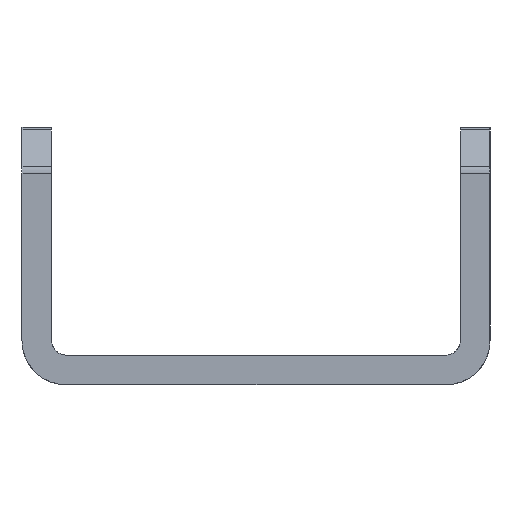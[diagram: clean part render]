
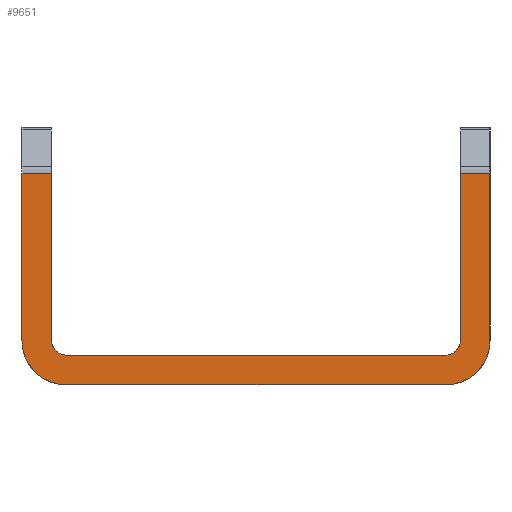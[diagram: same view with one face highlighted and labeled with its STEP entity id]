
A CAD part, front view. The second image highlights one B-rep face of the part: STEP entity #9651.
In plain terms, the highlighted planar face has unit normal (0, -1, 0).
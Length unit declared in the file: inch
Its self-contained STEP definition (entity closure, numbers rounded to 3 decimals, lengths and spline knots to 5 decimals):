
#442=CIRCLE('',#9870,0.094);
#537=CIRCLE('',#10067,0.094);
#774=CIRCLE('',#10556,0.032);
#775=CIRCLE('',#10558,0.032);
#1233=FACE_OUTER_BOUND('',#1748,.T.);
#1748=EDGE_LOOP('',(#8475,#8476,#8477,#8478,#8479,#8480,#8481,#8482,#8483,
#8484,#8485,#8486));
#1882=LINE('',#13388,#2822);
#1926=LINE('',#13556,#2866);
#2086=LINE('',#14099,#3026);
#2152=LINE('',#14337,#3092);
#2306=LINE('',#14808,#3246);
#2791=LINE('',#16875,#3731);
#2792=LINE('',#16876,#3732);
#2793=LINE('',#16877,#3733);
#2822=VECTOR('',#10624,0.3937);
#2866=VECTOR('',#10752,39.37008);
#3026=VECTOR('',#11204,0.3937);
#3092=VECTOR('',#11402,39.37008);
#3246=VECTOR('',#11834,0.3937);
#3731=VECTOR('',#13273,0.3937);
#3732=VECTOR('',#13274,0.3937);
#3733=VECTOR('',#13275,0.3937);
#3773=VERTEX_POINT('',#13385);
#3774=VERTEX_POINT('',#13387);
#3856=VERTEX_POINT('',#13554);
#3952=VERTEX_POINT('',#13952);
#3980=VERTEX_POINT('',#14096);
#3981=VERTEX_POINT('',#14098);
#4087=VERTEX_POINT('',#14336);
#4172=VERTEX_POINT('',#14690);
#4689=VERTEX_POINT('',#16863);
#4690=VERTEX_POINT('',#16864);
#4691=VERTEX_POINT('',#16869);
#4692=VERTEX_POINT('',#16870);
#4729=EDGE_CURVE('',#3773,#3774,#1882,.T.);
#4814=EDGE_CURVE('',#3856,#3773,#1926,.T.);
#5002=EDGE_CURVE('',#3774,#3952,#442,.T.);
#5035=EDGE_CURVE('',#3980,#3981,#2086,.T.);
#5154=EDGE_CURVE('',#4087,#3981,#2152,.T.);
#5321=EDGE_CURVE('',#4172,#3980,#537,.T.);
#5369=EDGE_CURVE('',#3952,#4172,#2306,.T.);
#6100=EDGE_CURVE('',#4689,#4690,#774,.T.);
#6103=EDGE_CURVE('',#4691,#4692,#775,.T.);
#6106=EDGE_CURVE('',#4087,#4691,#2791,.T.);
#6107=EDGE_CURVE('',#4690,#3856,#2792,.T.);
#6108=EDGE_CURVE('',#4692,#4689,#2793,.T.);
#8475=ORIENTED_EDGE('',*,*,#6106,.F.);
#8476=ORIENTED_EDGE('',*,*,#5154,.T.);
#8477=ORIENTED_EDGE('',*,*,#5035,.F.);
#8478=ORIENTED_EDGE('',*,*,#5321,.F.);
#8479=ORIENTED_EDGE('',*,*,#5369,.F.);
#8480=ORIENTED_EDGE('',*,*,#5002,.F.);
#8481=ORIENTED_EDGE('',*,*,#4729,.F.);
#8482=ORIENTED_EDGE('',*,*,#4814,.F.);
#8483=ORIENTED_EDGE('',*,*,#6107,.F.);
#8484=ORIENTED_EDGE('',*,*,#6100,.F.);
#8485=ORIENTED_EDGE('',*,*,#6108,.F.);
#8486=ORIENTED_EDGE('',*,*,#6103,.F.);
#9186=PLANE('',#10559);
#9651=ADVANCED_FACE('',(#1233),#9186,.T.);
#9870=AXIS2_PLACEMENT_3D('',#13953,#11167,#11168);
#10067=AXIS2_PLACEMENT_3D('',#14691,#11770,#11771);
#10556=AXIS2_PLACEMENT_3D('',#16865,#13261,#13262);
#10558=AXIS2_PLACEMENT_3D('',#16871,#13267,#13268);
#10559=AXIS2_PLACEMENT_3D('',#16874,#13271,#13272);
#10624=DIRECTION('',(0.,0.,-1.));
#10752=DIRECTION('',(1.,0.,0.));
#11167=DIRECTION('center_axis',(0.,1.,0.));
#11168=DIRECTION('ref_axis',(0.,0.,1.));
#11204=DIRECTION('',(0.,0.,1.));
#11402=DIRECTION('',(-1.,0.,0.));
#11770=DIRECTION('center_axis',(0.,1.,0.));
#11771=DIRECTION('ref_axis',(-1.,0.,0.));
#11834=DIRECTION('',(-1.,0.,0.));
#13261=DIRECTION('center_axis',(0.,-1.,0.));
#13262=DIRECTION('ref_axis',(0.707,0.,-0.707));
#13267=DIRECTION('center_axis',(0.,-1.,0.));
#13268=DIRECTION('ref_axis',(-0.707,0.,-0.707));
#13271=DIRECTION('center_axis',(0.,-1.,0.));
#13272=DIRECTION('ref_axis',(-1.,0.,0.));
#13273=DIRECTION('',(0.,0.,-1.));
#13274=DIRECTION('',(0.,0.,1.));
#13275=DIRECTION('',(1.,0.,0.));
#13385=CARTESIAN_POINT('',(0.75009,-0.25,0.15204));
#13387=CARTESIAN_POINT('',(0.75009,-0.25,-0.206));
#13388=CARTESIAN_POINT('',(0.75009,-0.25,-0.82397));
#13554=CARTESIAN_POINT('',(0.68709,-0.25,0.15204));
#13556=CARTESIAN_POINT('',(0.68809,-0.25,0.15204));
#13952=CARTESIAN_POINT('',(0.65609,-0.25,-0.3));
#13953=CARTESIAN_POINT('Origin',(0.65609,-0.25,-0.206));
#14096=CARTESIAN_POINT('',(-0.24991,-0.25,-0.206));
#14098=CARTESIAN_POINT('',(-0.24991,-0.25,0.15204));
#14099=CARTESIAN_POINT('',(-0.24991,-0.25,0.03903));
#14336=CARTESIAN_POINT('',(-0.18691,-0.25,0.15204));
#14337=CARTESIAN_POINT('',(-0.18791,-0.25,0.15204));
#14690=CARTESIAN_POINT('',(-0.15591,-0.25,-0.3));
#14691=CARTESIAN_POINT('Origin',(-0.15591,-0.25,-0.206));
#14808=CARTESIAN_POINT('',(-0.18141,-0.25,-0.3));
#16863=CARTESIAN_POINT('',(0.65509,-0.25,-0.237));
#16864=CARTESIAN_POINT('',(0.68709,-0.25,-0.205));
#16865=CARTESIAN_POINT('Origin',(0.65509,-0.25,-0.205));
#16869=CARTESIAN_POINT('',(-0.18691,-0.25,-0.205));
#16870=CARTESIAN_POINT('',(-0.15491,-0.25,-0.237));
#16871=CARTESIAN_POINT('Origin',(-0.15491,-0.25,-0.205));
#16874=CARTESIAN_POINT('Origin',(0.25009,-0.25,-0.07398));
#16875=CARTESIAN_POINT('',(-0.18691,-0.25,0.03903));
#16876=CARTESIAN_POINT('',(0.68709,-0.25,-0.82397));
#16877=CARTESIAN_POINT('',(-0.18141,-0.25,-0.237));
